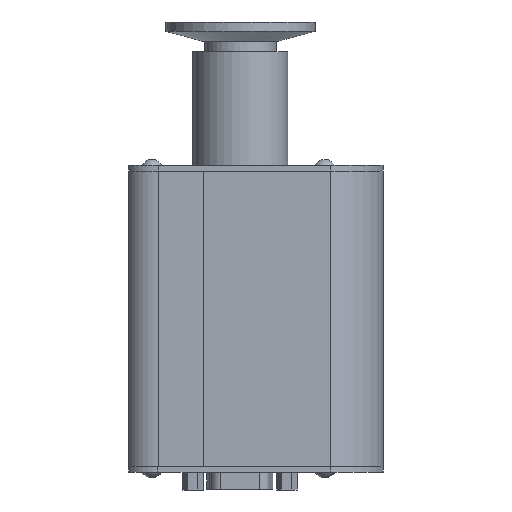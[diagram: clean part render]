
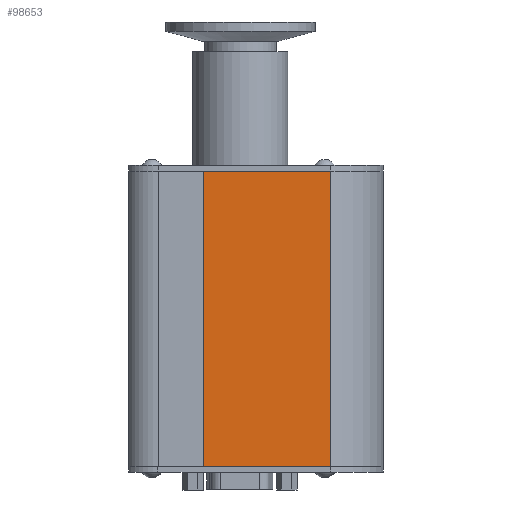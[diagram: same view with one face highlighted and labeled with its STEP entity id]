
A CAD part, left-side view. The second image highlights one B-rep face of the part: STEP entity #98653.
In plain terms, the highlighted planar face has unit normal (-1, 0, 0).
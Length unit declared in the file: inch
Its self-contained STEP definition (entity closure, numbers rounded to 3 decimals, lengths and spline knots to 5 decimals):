
#6883 = EDGE_LOOP ( 'NONE', ( #117158, #92362, #68991, #84235 ) ) ;
#10621 = VERTEX_POINT ( 'NONE', #75204 ) ;
#14542 = VECTOR ( 'NONE', #127176, 39.37008 ) ;
#18290 = EDGE_CURVE ( 'NONE', #74146, #10621, #119604, .T. ) ;
#23248 = VERTEX_POINT ( 'NONE', #146463 ) ;
#25456 = DIRECTION ( 'NONE',  ( 0., -1., 0. ) ) ;
#25561 = VECTOR ( 'NONE', #63286, 39.37008 ) ;
#34697 = FACE_OUTER_BOUND ( 'NONE', #6883, .T. ) ;
#45453 = LINE ( 'NONE', #83164, #49077 ) ;
#48180 = DIRECTION ( 'NONE',  ( 0., -1., 0. ) ) ;
#48353 = VECTOR ( 'NONE', #48180, 39.37008 ) ;
#49077 = VECTOR ( 'NONE', #25456, 39.37008 ) ;
#49788 = VERTEX_POINT ( 'NONE', #61201 ) ;
#56333 = LINE ( 'NONE', #108899, #25561 ) ;
#57132 = CARTESIAN_POINT ( 'NONE',  ( -1.4, 1.09385, 3.1 ) ) ;
#61201 = CARTESIAN_POINT ( 'NONE',  ( -1.4, -0.24026, 3.1 ) ) ;
#63286 = DIRECTION ( 'NONE',  ( 0., 0., -1. ) ) ;
#63887 = EDGE_CURVE ( 'NONE', #49788, #23248, #56333, .T. ) ;
#68714 = DIRECTION ( 'NONE',  ( 0., 1., 0. ) ) ;
#68991 = ORIENTED_EDGE ( 'NONE', *, *, #105653, .F. ) ;
#74146 = VERTEX_POINT ( 'NONE', #132116 ) ;
#74363 = AXIS2_PLACEMENT_3D ( 'NONE', #57132, #138130, #68714 ) ;
#75204 = CARTESIAN_POINT ( 'NONE',  ( -1.4, 1.09385, 0. ) ) ;
#83164 = CARTESIAN_POINT ( 'NONE',  ( -1.4, 1.09385, 0. ) ) ;
#84235 = ORIENTED_EDGE ( 'NONE', *, *, #18290, .T. ) ;
#92362 = ORIENTED_EDGE ( 'NONE', *, *, #63887, .F. ) ;
#98653 = ADVANCED_FACE ( 'NONE', ( #34697 ), #114348, .F. ) ;
#105653 = EDGE_CURVE ( 'NONE', #74146, #49788, #109952, .T. ) ;
#105911 = CARTESIAN_POINT ( 'NONE',  ( -1.4, 1.09385, 3.1 ) ) ;
#108899 = CARTESIAN_POINT ( 'NONE',  ( -1.4, -0.24026, 3.1 ) ) ;
#109952 = LINE ( 'NONE', #105911, #48353 ) ;
#114348 = PLANE ( 'NONE',  #74363 ) ;
#117158 = ORIENTED_EDGE ( 'NONE', *, *, #126045, .T. ) ;
#119604 = LINE ( 'NONE', #137315, #14542 ) ;
#126045 = EDGE_CURVE ( 'NONE', #10621, #23248, #45453, .T. ) ;
#127176 = DIRECTION ( 'NONE',  ( 0., 0., -1. ) ) ;
#132116 = CARTESIAN_POINT ( 'NONE',  ( -1.4, 1.09385, 3.1 ) ) ;
#137315 = CARTESIAN_POINT ( 'NONE',  ( -1.4, 1.09385, 3.1 ) ) ;
#138130 = DIRECTION ( 'NONE',  ( 1., 0., 0. ) ) ;
#146463 = CARTESIAN_POINT ( 'NONE',  ( -1.4, -0.24026, 0. ) ) ;
